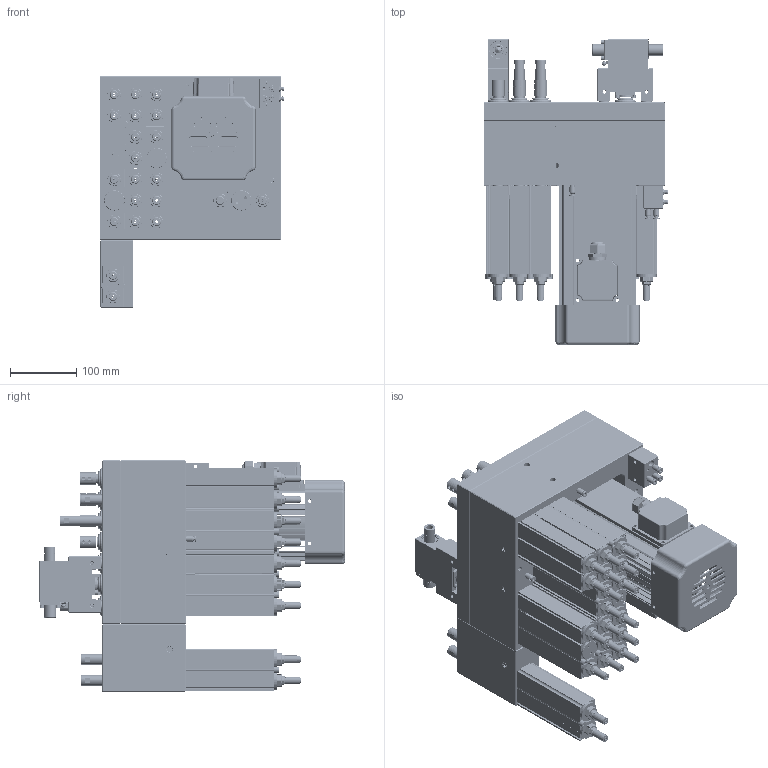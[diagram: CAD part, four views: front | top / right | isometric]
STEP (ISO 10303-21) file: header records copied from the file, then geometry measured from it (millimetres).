
FILE_DESCRIPTION (( 'STEP AP214' ), '1' );
FILE_NAME ('PZ26H10A-0001.STEP', '2024-07-04T06:49:38', ( 'Sysceo.com' ), ( '' ), 'SwSTEP 2.0', 'SolidWorks 2018', '' );
FILE_SCHEMA (( 'AUTOMOTIVE_DESIGN' ));
Length unit declared in the file: millimetre
Products named in the file (2): PZ26H10A-0001
Bounding box: 279 x 461.5 x 350.5 mm (x, y, z)
Surface area: 1183687.5 mm2 (no closed solid volume)
Topology: 0 solids, 390 shells, 3480 faces, 18203 edges, 14854 vertices
Faces by surface type: plane 1401, cylinder 1399, cone 466, torus 163, bspline 51
Entity records: 246136 total; most frequent: CARTESIAN_POINT 71698, DIRECTION 26354, ORIENTED_EDGE 24527, EDGE_CURVE 18159, VERTEX_POINT 14812, LINE 10226, VECTOR 10226, AXIS2_PLACEMENT_3D 8064
